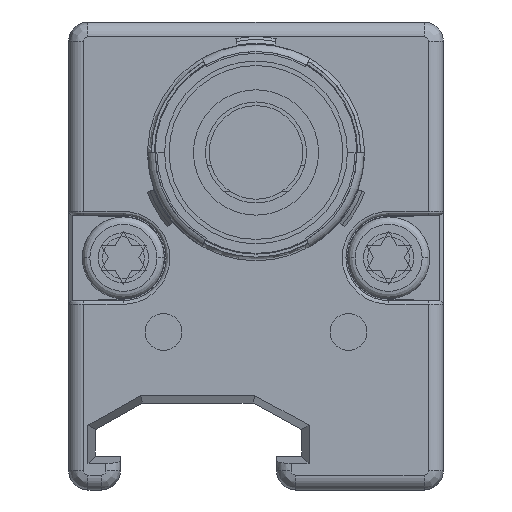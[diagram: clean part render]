
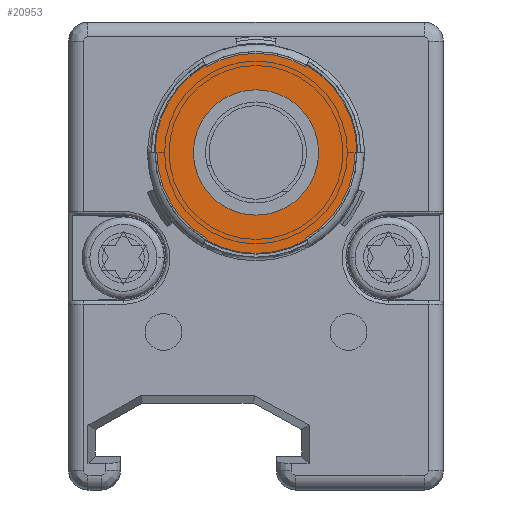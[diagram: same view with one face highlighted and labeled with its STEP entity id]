
A CAD part, front view. The second image highlights one B-rep face of the part: STEP entity #20953.
In plain terms, the highlighted planar face has unit normal (0, -1, 0).
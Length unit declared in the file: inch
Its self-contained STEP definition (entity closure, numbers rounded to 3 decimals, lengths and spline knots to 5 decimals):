
#5844=CARTESIAN_POINT('',(0.,-0.98425,0.90157));
#5845=DIRECTION('',(0.,-1.,0.));
#5846=DIRECTION('',(0.5,0.,-0.866));
#5847=AXIS2_PLACEMENT_3D('',#5844,#5845,#5846);
#5882=DIRECTION('',(-1.,0.,0.001));
#5883=VECTOR('',#5882,0.00492);
#5884=CARTESIAN_POINT('',(-0.26476,-0.98425,
0.90172));
#5885=LINE('',#5884,#5883);
#5886=CARTESIAN_POINT('',(0.,-0.98425,0.90157));
#5887=DIRECTION('',(0.,-1.,0.));
#5888=DIRECTION('',(-0.5,0.,0.866));
#5889=AXIS2_PLACEMENT_3D('',#5886,#5887,#5888);
#5891=DIRECTION('',(-0.501,0.,0.866));
#5892=VECTOR('',#5891,0.00492);
#5893=CARTESIAN_POINT('',(-0.13238,-0.98425,
1.13087));
#5894=LINE('',#5893,#5892);
#5895=DIRECTION('',(0.499,0.,0.866));
#5896=VECTOR('',#5895,0.00492);
#5897=CARTESIAN_POINT('',(0.13238,-0.98425,
1.13087));
#5898=LINE('',#5897,#5896);
#5899=CARTESIAN_POINT('',(0.,-0.98425,0.90157));
#5900=DIRECTION('',(0.,-1.,0.));
#5901=DIRECTION('',(1.,0.,0.));
#5902=AXIS2_PLACEMENT_3D('',#5899,#5900,#5901);
#5904=DIRECTION('',(1.,0.,0.));
#5905=VECTOR('',#5904,0.00492);
#5906=CARTESIAN_POINT('',(0.26476,-0.98425,
0.90157));
#5907=LINE('',#5906,#5905);
#5908=DIRECTION('',(0.501,0.,-0.866));
#5909=VECTOR('',#5908,0.00492);
#5910=CARTESIAN_POINT('',(0.13238,-0.98425,
0.67228));
#5911=LINE('',#5910,#5909);
#5912=CARTESIAN_POINT('',(0.,-0.98425,0.90157));
#5913=DIRECTION('',(0.,-1.,0.));
#5914=DIRECTION('',(-0.5,0.,-0.866));
#5915=AXIS2_PLACEMENT_3D('',#5912,#5913,#5914);
#5917=DIRECTION('',(-0.501,0.,-0.866));
#5918=VECTOR('',#5917,0.00492);
#5919=CARTESIAN_POINT('',(-0.13238,-0.98425,
0.67228));
#5920=LINE('',#5919,#5918);
#5921=CARTESIAN_POINT('',(0.,-0.98425,0.90157));
#5922=DIRECTION('',(0.,-1.,0.));
#5923=DIRECTION('',(-0.866,0.,0.5));
#5924=AXIS2_PLACEMENT_3D('',#5921,#5922,#5923);
#5926=CARTESIAN_POINT('',(0.,-0.98425,0.90157));
#5927=DIRECTION('',(0.,-1.,0.));
#5928=DIRECTION('',(0.866,0.,-0.5));
#5929=AXIS2_PLACEMENT_3D('',#5926,#5927,#5928);
#5931=CARTESIAN_POINT('',(0.,-0.98425,0.90157));
#5932=DIRECTION('',(0.,-1.,0.));
#5933=DIRECTION('',(-1.,0.,0.001));
#5934=AXIS2_PLACEMENT_3D('',#5931,#5932,#5933);
#7579=CARTESIAN_POINT('',(0.,-0.98425,0.90157));
#7580=DIRECTION('',(0.,-1.,0.));
#7581=DIRECTION('',(0.5,0.,0.866));
#7582=AXIS2_PLACEMENT_3D('',#7579,#7580,#7581);
#12634=CARTESIAN_POINT('',(0.13484,-0.98425,
1.13513));
#12636=VERTEX_POINT('',#12634);
#12638=CARTESIAN_POINT('',(0.13238,-0.98425,
0.67228));
#12639=CARTESIAN_POINT('',(0.13484,-0.98425,
0.66802));
#12640=VERTEX_POINT('',#12638);
#12641=VERTEX_POINT('',#12639);
#12646=CARTESIAN_POINT('',(0.26476,-0.98425,
0.90157));
#12647=CARTESIAN_POINT('',(0.26968,-0.98425,
0.90157));
#12648=VERTEX_POINT('',#12646);
#12649=VERTEX_POINT('',#12647);
#12662=CARTESIAN_POINT('',(-0.13484,-0.98425,
0.66802));
#12663=VERTEX_POINT('',#12662);
#12674=CARTESIAN_POINT('',(0.13238,-0.98425,
1.13087));
#12675=VERTEX_POINT('',#12674);
#12678=CARTESIAN_POINT('',(-0.13238,-0.98425,
1.13087));
#12679=CARTESIAN_POINT('',(-0.13484,-0.98425,
1.13513));
#12680=VERTEX_POINT('',#12678);
#12681=VERTEX_POINT('',#12679);
#12710=CARTESIAN_POINT('',(-0.14491,-0.98425,
0.98524));
#12711=CARTESIAN_POINT('',(0.14491,-0.98425,
0.81791));
#12712=VERTEX_POINT('',#12710);
#12713=VERTEX_POINT('',#12711);
#12726=CARTESIAN_POINT('',(-0.26476,-0.98425,
0.90172));
#12727=CARTESIAN_POINT('',(-0.26968,-0.98425,
0.90172));
#12728=VERTEX_POINT('',#12726);
#12729=VERTEX_POINT('',#12727);
#12734=CARTESIAN_POINT('',(-0.13238,-0.98425,
0.67228));
#12735=VERTEX_POINT('',#12734);
#20918=CARTESIAN_POINT('',(0.,-0.98425,0.90157));
#20919=DIRECTION('',(0.,-1.,0.));
#20920=DIRECTION('',(-0.5,0.,-0.866));
#20921=AXIS2_PLACEMENT_3D('',#20918,#20919,#20920);
#20922=PLANE('',#20921);
#20924=ORIENTED_EDGE('',*,*,#20923,.F.);
#20926=ORIENTED_EDGE('',*,*,#20925,.T.);
#20928=ORIENTED_EDGE('',*,*,#20927,.F.);
#20930=ORIENTED_EDGE('',*,*,#20929,.F.);
#20932=ORIENTED_EDGE('',*,*,#20931,.F.);
#20934=ORIENTED_EDGE('',*,*,#20933,.T.);
#20936=ORIENTED_EDGE('',*,*,#20935,.F.);
#20938=ORIENTED_EDGE('',*,*,#20937,.F.);
#20939=ORIENTED_EDGE('',*,*,#20848,.F.);
#20940=ORIENTED_EDGE('',*,*,#20908,.T.);
#20942=ORIENTED_EDGE('',*,*,#20941,.F.);
#20944=ORIENTED_EDGE('',*,*,#20943,.F.);
#20945=EDGE_LOOP('',(#20924,#20926,#20928,#20930,#20932,#20934,#20936,#20938,
#20939,#20940,#20942,#20944));
#20946=FACE_OUTER_BOUND('',#20945,.F.);
#20948=ORIENTED_EDGE('',*,*,#20947,.T.);
#20950=ORIENTED_EDGE('',*,*,#20949,.T.);
#20951=EDGE_LOOP('',(#20948,#20950));
#20952=FACE_BOUND('',#20951,.F.);
#20953=ADVANCED_FACE('',(#20946,#20952),#20922,.T.);
#5848=CIRCLE('',#5847,0.26476);
#5890=CIRCLE('',#5889,0.26969);
#5903=CIRCLE('',#5902,0.26969);
#5916=CIRCLE('',#5915,0.26969);
#5925=CIRCLE('',#5924,0.16732);
#5930=CIRCLE('',#5929,0.16732);
#5935=CIRCLE('',#5934,0.26476);
#7583=CIRCLE('',#7582,0.26476);
#20848=EDGE_CURVE('',#12640,#12648,#5848,.T.);
#20908=EDGE_CURVE('',#12640,#12641,#5911,.T.);
#20923=EDGE_CURVE('',#12728,#12735,#5935,.T.);
#20925=EDGE_CURVE('',#12728,#12729,#5885,.T.);
#20927=EDGE_CURVE('',#12681,#12729,#5890,.T.);
#20929=EDGE_CURVE('',#12680,#12681,#5894,.T.);
#20931=EDGE_CURVE('',#12675,#12680,#7583,.T.);
#20933=EDGE_CURVE('',#12675,#12636,#5898,.T.);
#20935=EDGE_CURVE('',#12649,#12636,#5903,.T.);
#20937=EDGE_CURVE('',#12648,#12649,#5907,.T.);
#20941=EDGE_CURVE('',#12663,#12641,#5916,.T.);
#20943=EDGE_CURVE('',#12735,#12663,#5920,.T.);
#20947=EDGE_CURVE('',#12712,#12713,#5925,.T.);
#20949=EDGE_CURVE('',#12713,#12712,#5930,.T.);
